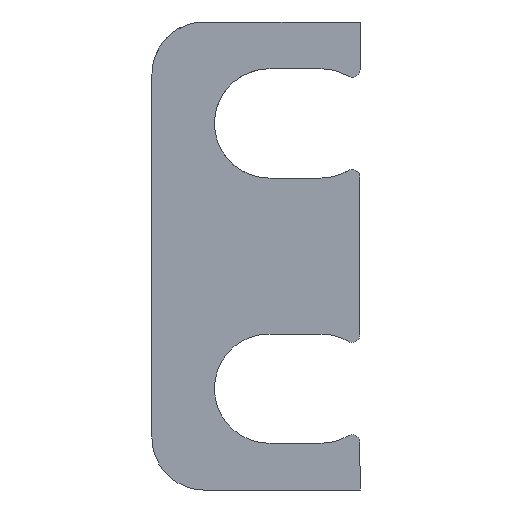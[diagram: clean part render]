
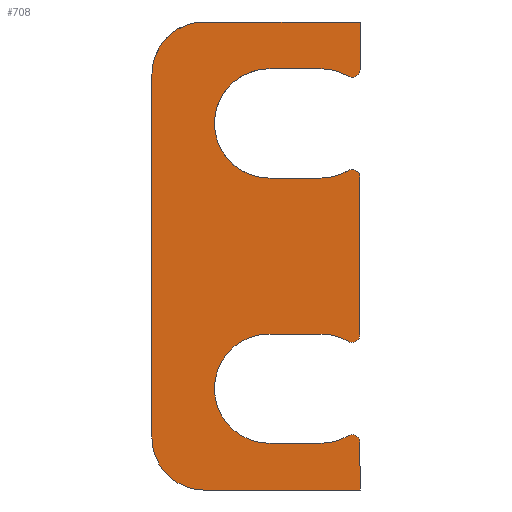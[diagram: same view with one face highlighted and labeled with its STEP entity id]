
A CAD part, left-side view. The second image highlights one B-rep face of the part: STEP entity #708.
In plain terms, the highlighted planar face has unit normal (-1, 0, 0).
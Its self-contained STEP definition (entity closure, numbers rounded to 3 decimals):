
#45=LINE('',#1207,#103);
#51=LINE('',#1222,#109);
#58=LINE('',#1256,#116);
#59=LINE('',#1262,#117);
#60=LINE('',#1266,#118);
#61=LINE('',#1270,#119);
#62=LINE('',#1274,#120);
#63=LINE('',#1276,#121);
#64=LINE('',#1282,#122);
#65=LINE('',#1285,#123);
#103=VECTOR('',#894,10.);
#109=VECTOR('',#908,10.);
#116=VECTOR('',#939,10.);
#117=VECTOR('',#944,10.);
#118=VECTOR('',#947,10.);
#119=VECTOR('',#952,10.);
#120=VECTOR('',#955,10.);
#121=VECTOR('',#956,10.);
#122=VECTOR('',#961,10.);
#123=VECTOR('',#964,10.);
#189=FACE_OUTER_BOUND('',#235,.T.);
#235=EDGE_LOOP('',(#553,#554,#555,#556,#557,#558,#559,#560,#561,#562,#563,
#564,#565,#566,#567,#568,#569,#570,#571,#572,#573,#574));
#271=CIRCLE('',#773,2.);
#280=CIRCLE('',#786,2.1);
#281=CIRCLE('',#787,0.3);
#282=CIRCLE('',#788,0.3);
#283=CIRCLE('',#789,2.1);
#284=CIRCLE('',#790,2.1);
#285=CIRCLE('',#791,2.1);
#286=CIRCLE('',#792,0.3);
#287=CIRCLE('',#793,2.);
#288=CIRCLE('',#794,0.3);
#289=CIRCLE('',#795,2.1);
#290=CIRCLE('',#796,2.1);
#324=VERTEX_POINT('',#1204);
#325=VERTEX_POINT('',#1206);
#326=VERTEX_POINT('',#1210);
#327=VERTEX_POINT('',#1212);
#330=VERTEX_POINT('',#1220);
#342=VERTEX_POINT('',#1250);
#343=VERTEX_POINT('',#1251);
#344=VERTEX_POINT('',#1253);
#345=VERTEX_POINT('',#1255);
#346=VERTEX_POINT('',#1257);
#347=VERTEX_POINT('',#1259);
#348=VERTEX_POINT('',#1261);
#349=VERTEX_POINT('',#1263);
#350=VERTEX_POINT('',#1265);
#351=VERTEX_POINT('',#1267);
#352=VERTEX_POINT('',#1271);
#353=VERTEX_POINT('',#1273);
#354=VERTEX_POINT('',#1275);
#355=VERTEX_POINT('',#1277);
#356=VERTEX_POINT('',#1279);
#357=VERTEX_POINT('',#1281);
#358=VERTEX_POINT('',#1283);
#400=EDGE_CURVE('',#324,#325,#45,.T.);
#403=EDGE_CURVE('',#326,#327,#271,.T.);
#408=EDGE_CURVE('',#330,#326,#51,.T.);
#422=EDGE_CURVE('',#342,#343,#280,.T.);
#423=EDGE_CURVE('',#344,#342,#281,.T.);
#424=EDGE_CURVE('',#345,#344,#58,.T.);
#425=EDGE_CURVE('',#346,#345,#282,.T.);
#426=EDGE_CURVE('',#347,#346,#283,.T.);
#427=EDGE_CURVE('',#348,#347,#59,.T.);
#428=EDGE_CURVE('',#349,#348,#284,.T.);
#429=EDGE_CURVE('',#350,#349,#60,.T.);
#430=EDGE_CURVE('',#351,#350,#285,.T.);
#431=EDGE_CURVE('',#325,#351,#286,.T.);
#432=EDGE_CURVE('',#327,#324,#61,.T.);
#433=EDGE_CURVE('',#352,#330,#287,.T.);
#434=EDGE_CURVE('',#353,#352,#62,.T.);
#435=EDGE_CURVE('',#354,#353,#63,.T.);
#436=EDGE_CURVE('',#355,#354,#288,.T.);
#437=EDGE_CURVE('',#356,#355,#289,.T.);
#438=EDGE_CURVE('',#357,#356,#64,.T.);
#439=EDGE_CURVE('',#358,#357,#290,.T.);
#440=EDGE_CURVE('',#343,#358,#65,.T.);
#553=ORIENTED_EDGE('',*,*,#422,.F.);
#554=ORIENTED_EDGE('',*,*,#423,.F.);
#555=ORIENTED_EDGE('',*,*,#424,.F.);
#556=ORIENTED_EDGE('',*,*,#425,.F.);
#557=ORIENTED_EDGE('',*,*,#426,.F.);
#558=ORIENTED_EDGE('',*,*,#427,.F.);
#559=ORIENTED_EDGE('',*,*,#428,.F.);
#560=ORIENTED_EDGE('',*,*,#429,.F.);
#561=ORIENTED_EDGE('',*,*,#430,.F.);
#562=ORIENTED_EDGE('',*,*,#431,.F.);
#563=ORIENTED_EDGE('',*,*,#400,.F.);
#564=ORIENTED_EDGE('',*,*,#432,.F.);
#565=ORIENTED_EDGE('',*,*,#403,.F.);
#566=ORIENTED_EDGE('',*,*,#408,.F.);
#567=ORIENTED_EDGE('',*,*,#433,.F.);
#568=ORIENTED_EDGE('',*,*,#434,.F.);
#569=ORIENTED_EDGE('',*,*,#435,.F.);
#570=ORIENTED_EDGE('',*,*,#436,.F.);
#571=ORIENTED_EDGE('',*,*,#437,.F.);
#572=ORIENTED_EDGE('',*,*,#438,.F.);
#573=ORIENTED_EDGE('',*,*,#439,.F.);
#574=ORIENTED_EDGE('',*,*,#440,.F.);
#682=PLANE('',#785);
#708=ADVANCED_FACE('',(#189),#682,.T.);
#773=AXIS2_PLACEMENT_3D('',#1213,#899,#900);
#785=AXIS2_PLACEMENT_3D('',#1249,#933,#934);
#786=AXIS2_PLACEMENT_3D('',#1252,#935,#936);
#787=AXIS2_PLACEMENT_3D('',#1254,#937,#938);
#788=AXIS2_PLACEMENT_3D('',#1258,#940,#941);
#789=AXIS2_PLACEMENT_3D('',#1260,#942,#943);
#790=AXIS2_PLACEMENT_3D('',#1264,#945,#946);
#791=AXIS2_PLACEMENT_3D('',#1268,#948,#949);
#792=AXIS2_PLACEMENT_3D('',#1269,#950,#951);
#793=AXIS2_PLACEMENT_3D('',#1272,#953,#954);
#794=AXIS2_PLACEMENT_3D('',#1278,#957,#958);
#795=AXIS2_PLACEMENT_3D('',#1280,#959,#960);
#796=AXIS2_PLACEMENT_3D('',#1284,#962,#963);
#894=DIRECTION('',(0.,0.,-1.));
#899=DIRECTION('center_axis',(1.,0.,0.));
#900=DIRECTION('ref_axis',(0.,1.,0.));
#908=DIRECTION('',(0.,0.,1.));
#933=DIRECTION('center_axis',(-1.,0.,0.));
#934=DIRECTION('ref_axis',(0.,0.,1.));
#935=DIRECTION('center_axis',(-1.,0.,0.));
#936=DIRECTION('ref_axis',(0.,-0.5,0.866));
#937=DIRECTION('center_axis',(1.,0.,0.));
#938=DIRECTION('ref_axis',(0.,0.5,-0.866));
#939=DIRECTION('',(0.,0.,-1.));
#940=DIRECTION('center_axis',(1.,0.,0.));
#941=DIRECTION('ref_axis',(0.,-1.,0.));
#942=DIRECTION('center_axis',(-1.,0.,0.));
#943=DIRECTION('ref_axis',(0.,-0.5,0.866));
#944=DIRECTION('',(0.,-1.,0.));
#945=DIRECTION('center_axis',(-1.,0.,0.));
#946=DIRECTION('ref_axis',(0.,0.,1.));
#947=DIRECTION('',(0.,1.,0.));
#948=DIRECTION('center_axis',(-1.,0.,0.));
#949=DIRECTION('ref_axis',(0.,-0.5,0.866));
#950=DIRECTION('center_axis',(1.,0.,0.));
#951=DIRECTION('ref_axis',(0.,0.5,-0.866));
#952=DIRECTION('',(0.,-1.,0.));
#953=DIRECTION('center_axis',(1.,0.,0.));
#954=DIRECTION('ref_axis',(0.,0.,-1.));
#955=DIRECTION('',(0.,1.,0.));
#956=DIRECTION('',(0.,0.,-1.));
#957=DIRECTION('center_axis',(1.,0.,0.));
#958=DIRECTION('ref_axis',(0.,-1.,0.));
#959=DIRECTION('center_axis',(-1.,0.,0.));
#960=DIRECTION('ref_axis',(0.,-0.5,0.866));
#961=DIRECTION('',(0.,-1.,0.));
#962=DIRECTION('center_axis',(-1.,0.,0.));
#963=DIRECTION('ref_axis',(0.,0.,1.));
#964=DIRECTION('',(0.,1.,0.));
#1204=CARTESIAN_POINT('',(-152.672,5.,9.));
#1206=CARTESIAN_POINT('',(-152.672,5.,7.178));
#1207=CARTESIAN_POINT('',(-152.672,5.,3.589));
#1210=CARTESIAN_POINT('',(-152.672,13.,7.));
#1212=CARTESIAN_POINT('',(-152.672,11.,9.));
#1213=CARTESIAN_POINT('Origin',(-152.672,11.,7.));
#1220=CARTESIAN_POINT('',(-152.672,13.,-7.));
#1222=CARTESIAN_POINT('',(-152.672,13.,3.5));
#1249=CARTESIAN_POINT('Origin',(-152.672,9.,0.));
#1250=CARTESIAN_POINT('',(-152.672,5.45,-3.281));
#1251=CARTESIAN_POINT('',(-152.672,6.5,-3.));
#1252=CARTESIAN_POINT('Origin',(-152.672,6.5,-5.1));
#1253=CARTESIAN_POINT('',(-152.672,5.,-3.022));
#1254=CARTESIAN_POINT('Origin',(-152.672,5.3,-3.022));
#1255=CARTESIAN_POINT('',(-152.672,5.,3.022));
#1256=CARTESIAN_POINT('',(-152.672,5.,-1.511));
#1257=CARTESIAN_POINT('',(-152.672,5.45,3.281));
#1258=CARTESIAN_POINT('Origin',(-152.672,5.3,3.022));
#1259=CARTESIAN_POINT('',(-152.672,6.5,3.));
#1260=CARTESIAN_POINT('Origin',(-152.672,6.5,5.1));
#1261=CARTESIAN_POINT('',(-152.672,8.5,3.));
#1262=CARTESIAN_POINT('',(-152.672,7.75,3.));
#1263=CARTESIAN_POINT('',(-152.672,8.5,7.2));
#1264=CARTESIAN_POINT('Origin',(-152.672,8.5,5.1));
#1265=CARTESIAN_POINT('',(-152.672,6.5,7.2));
#1266=CARTESIAN_POINT('',(-152.672,8.75,7.2));
#1267=CARTESIAN_POINT('',(-152.672,5.45,6.919));
#1268=CARTESIAN_POINT('Origin',(-152.672,6.5,5.1));
#1269=CARTESIAN_POINT('Origin',(-152.672,5.3,7.178));
#1270=CARTESIAN_POINT('',(-152.672,7.,9.));
#1271=CARTESIAN_POINT('',(-152.672,11.,-9.));
#1272=CARTESIAN_POINT('Origin',(-152.672,11.,-7.));
#1273=CARTESIAN_POINT('',(-152.672,5.,-9.));
#1274=CARTESIAN_POINT('',(-152.672,10.,-9.));
#1275=CARTESIAN_POINT('',(-152.672,5.,-7.178));
#1276=CARTESIAN_POINT('',(-152.672,5.,-4.5));
#1277=CARTESIAN_POINT('',(-152.672,5.45,-6.919));
#1278=CARTESIAN_POINT('Origin',(-152.672,5.3,-7.178));
#1279=CARTESIAN_POINT('',(-152.672,6.5,-7.2));
#1280=CARTESIAN_POINT('Origin',(-152.672,6.5,-5.1));
#1281=CARTESIAN_POINT('',(-152.672,8.5,-7.2));
#1282=CARTESIAN_POINT('',(-152.672,7.75,-7.2));
#1283=CARTESIAN_POINT('',(-152.672,8.5,-3.));
#1284=CARTESIAN_POINT('Origin',(-152.672,8.5,-5.1));
#1285=CARTESIAN_POINT('',(-152.672,8.75,-3.));
